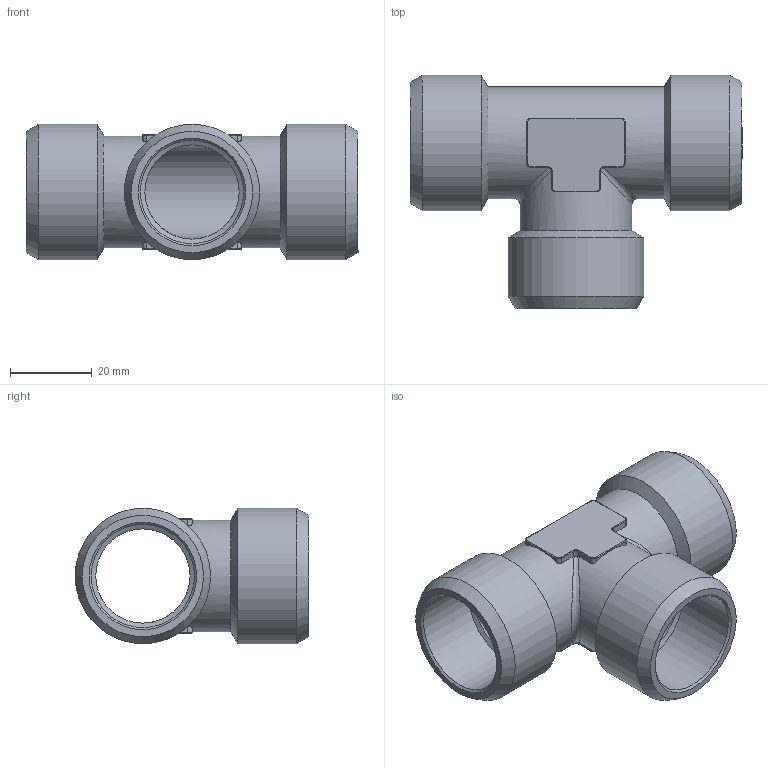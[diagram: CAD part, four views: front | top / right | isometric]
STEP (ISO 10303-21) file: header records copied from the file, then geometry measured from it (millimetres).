
FILE_DESCRIPTION( ( 'STEP AP214' ), '1' );
FILE_NAME( 'psolqas_9000_12.stp', '2021-03-04T17:29:58', ( 'License CC BY-ND 4.0' ), ( 'CADENAS' ), ' ', 'PARTsolutions', ' ' );
FILE_SCHEMA( ( 'AUTOMOTIVE_DESIGN { 1 0 10303 214 1 1 1 1 }' ) );
Length unit declared in the file: metre
Products named in the file (1): NONE
Bounding box: 81 x 57.03 x 33.06 mm (x, y, z)
Volume: 28442.9 mm3; surface area: 19335.3 mm2
Topology: 1 solids, 1 shells, 93 faces, 233 edges, 141 vertices
Faces by surface type: cylinder 42, plane 21, torus 16, cone 12, bspline 2
Full cylindrical faces by diameter (mm): 23 x2, 25.2 x3, 27.3 x2, 33.059 x3
Entity records: 4126 total; most frequent: CARTESIAN_POINT 1306, DIRECTION 438, ORIENTED_EDGE 404, EDGE_CURVE 202, AXIS2_PLACEMENT_3D 182, VERTEX_POINT 134, EDGE_LOOP 120, FACE_OUTER_BOUND 103
